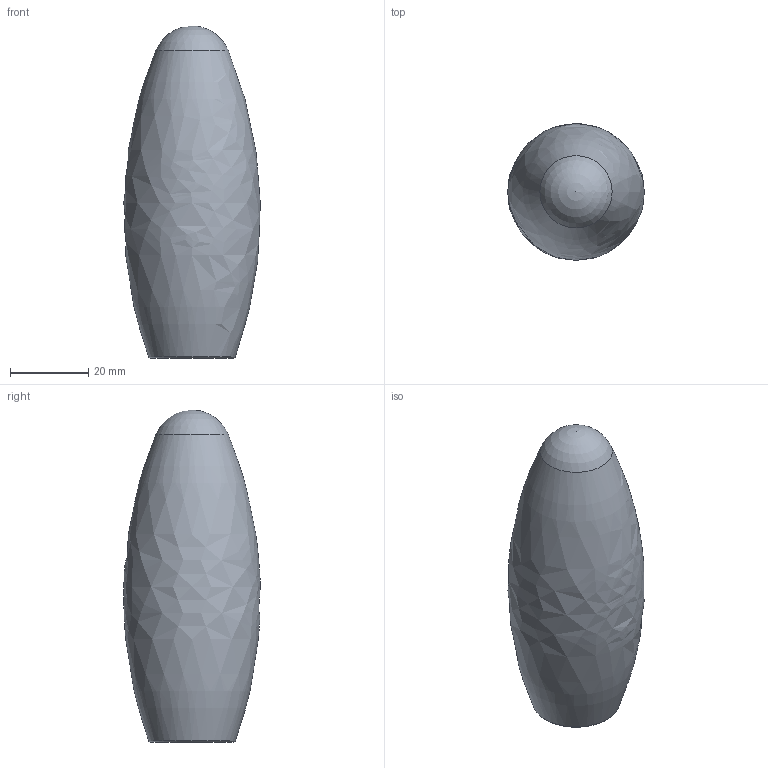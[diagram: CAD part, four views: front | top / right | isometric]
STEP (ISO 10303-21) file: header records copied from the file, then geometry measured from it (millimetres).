
FILE_DESCRIPTION( ( 'Unknown' ), '1' );
FILE_NAME( '7115010_IOB35.stp', 'Unknown', ( 'Unknown' ), ( 'Unknown' ), 'PSStep 11.0', 'Unknown', ' ' );
FILE_SCHEMA( ( 'AUTOMOTIVE_DESIGN { 1 0 10303 214 1 1 1 1 }' ) );
Length unit declared in the file: millimetre
Products named in the file (1): 1
Bounding box: 34.94 x 34.97 x 85 mm (x, y, z)
Volume: 56600 mm3; surface area: 9155.8 mm2
Topology: 1 solids, 1 shells, 8 faces, 18 edges, 11 vertices
Faces by surface type: cylinder 2, cone 2, torus 1, sphere 1, plane 1, bspline 1
Full cylindrical faces by diameter (mm): 8.376 x2
Entity records: 261 total; most frequent: CARTESIAN_POINT 51, DIRECTION 30, AXIS2_PLACEMENT_3D 15, EDGE_LOOP 14, ORIENTED_EDGE 14, FACE_OUTER_BOUND 12, STYLED_ITEM 8, PRESENTATION_STYLE_ASSIGNMENT 8
